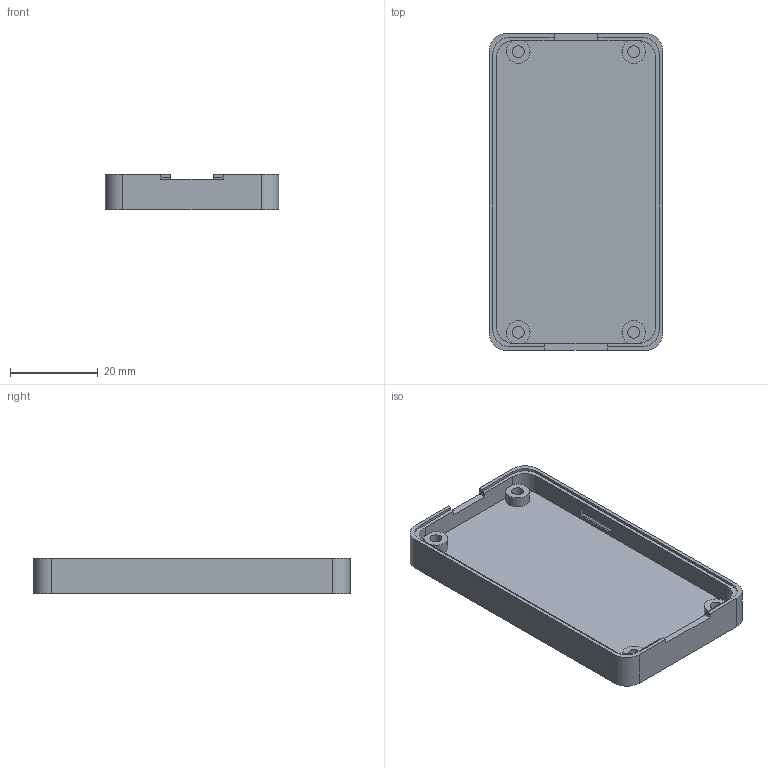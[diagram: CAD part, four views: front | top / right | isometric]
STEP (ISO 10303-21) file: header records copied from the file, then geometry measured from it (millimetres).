
FILE_DESCRIPTION(('FreeCAD Model'),'2;1');
FILE_NAME('Open CASCADE Shape Model','2024-05-26T15:59:17',(''),(''), 'Open CASCADE STEP processor 7.7','Ondsel','Unknown');
FILE_SCHEMA(('AUTOMOTIVE_DESIGN { 1 0 10303 214 1 1 1 1 }'));
Length unit declared in the file: millimetre
Products named in the file (1): BottomCase
Bounding box: 39.54 x 72.19 x 8 mm (x, y, z)
Volume: 9207.5 mm3; surface area: 8764.2 mm2
Topology: 1 solids, 1 shells, 75 faces, 206 edges, 140 vertices
Faces by surface type: plane 55, cylinder 20
Full cylindrical faces by diameter (mm): 2.7 x4
Entity records: 2418 total; most frequent: CARTESIAN_POINT 422, ORIENTED_EDGE 412, DIRECTION 410, EDGE_CURVE 206, LINE 154, VECTOR 154, VERTEX_POINT 140, AXIS2_PLACEMENT_3D 128
